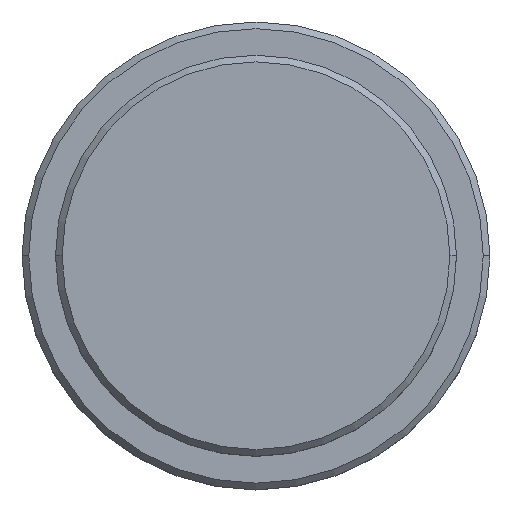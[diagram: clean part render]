
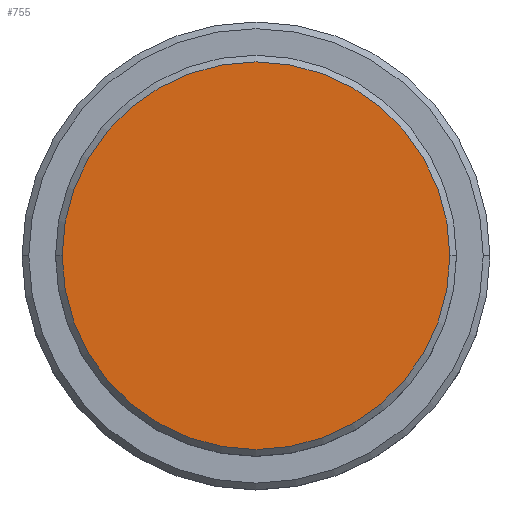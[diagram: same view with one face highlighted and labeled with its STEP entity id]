
A CAD part, top view. The second image highlights one B-rep face of the part: STEP entity #755.
In plain terms, the highlighted planar face has unit normal (0, 0, 1).
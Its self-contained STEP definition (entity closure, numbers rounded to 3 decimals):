
#92 = DIRECTION ( 'NONE',  ( 1., 0., 0. ) ) ;
#132 = DIRECTION ( 'NONE',  ( 0., 0., 1. ) ) ;
#254 = PLANE ( 'NONE',  #767 ) ;
#288 = EDGE_CURVE ( 'NONE', #310, #929, #554, .T. ) ;
#304 = CARTESIAN_POINT ( 'NONE',  ( -14.5, 0., 0. ) ) ;
#310 = VERTEX_POINT ( 'NONE', #424 ) ;
#382 = FACE_OUTER_BOUND ( 'NONE', #591, .T. ) ;
#422 = AXIS2_PLACEMENT_3D ( 'NONE', #553, #1303, #567 ) ;
#424 = CARTESIAN_POINT ( 'NONE',  ( 14.5, 0., 0. ) ) ;
#471 = CARTESIAN_POINT ( 'NONE',  ( 0., 0., 0. ) ) ;
#476 = DIRECTION ( 'NONE',  ( 1., 0., 0. ) ) ;
#490 = CIRCLE ( 'NONE', #422, 14.5 ) ;
#553 = CARTESIAN_POINT ( 'NONE',  ( 0., 0., 0. ) ) ;
#554 = CIRCLE ( 'NONE', #1318, 14.5 ) ;
#567 = DIRECTION ( 'NONE',  ( 1., 0., 0. ) ) ;
#591 = EDGE_LOOP ( 'NONE', ( #1047, #1146 ) ) ;
#645 = CARTESIAN_POINT ( 'NONE',  ( 0., 0., 0. ) ) ;
#755 = ADVANCED_FACE ( 'NONE', ( #382 ), #254, .T. ) ;
#767 = AXIS2_PLACEMENT_3D ( 'NONE', #471, #132, #476 ) ;
#929 = VERTEX_POINT ( 'NONE', #304 ) ;
#1047 = ORIENTED_EDGE ( 'NONE', *, *, #1049, .T. ) ;
#1049 = EDGE_CURVE ( 'NONE', #929, #310, #490, .T. ) ;
#1146 = ORIENTED_EDGE ( 'NONE', *, *, #288, .T. ) ;
#1290 = DIRECTION ( 'NONE',  ( 0., 0., 1. ) ) ;
#1303 = DIRECTION ( 'NONE',  ( 0., 0., 1. ) ) ;
#1318 = AXIS2_PLACEMENT_3D ( 'NONE', #645, #1290, #92 ) ;
